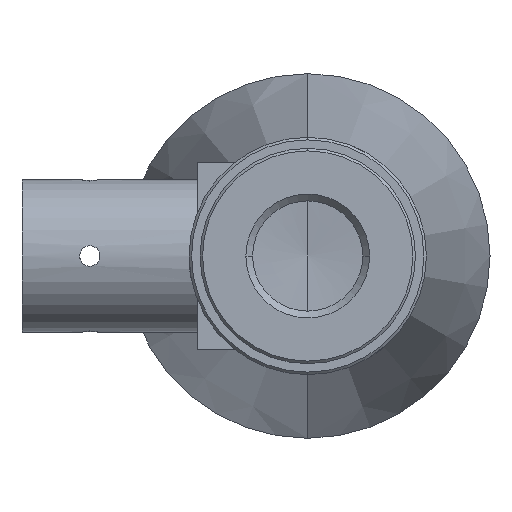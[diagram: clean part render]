
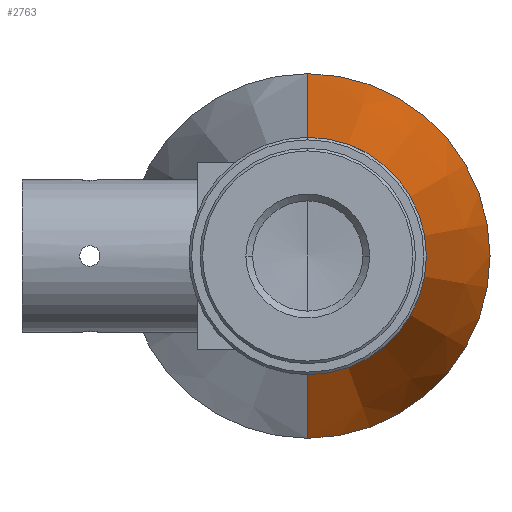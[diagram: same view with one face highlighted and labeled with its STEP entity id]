
A CAD part, left-side view. The second image highlights one B-rep face of the part: STEP entity #2763.
In plain terms, the highlighted conical face has half-angle 13 degrees and reference radius 11 mm.
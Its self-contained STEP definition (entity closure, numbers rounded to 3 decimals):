
#300 = DIRECTION ( 'NONE',  ( 1., 0., 0. ) ) ;
#358 = VERTEX_POINT ( 'NONE', #759 ) ;
#657 = CARTESIAN_POINT ( 'NONE',  ( 9.81, 0., -11. ) ) ;
#672 = VERTEX_POINT ( 'NONE', #2855 ) ;
#703 = CARTESIAN_POINT ( 'NONE',  ( 9.81, 0., -11. ) ) ;
#759 = CARTESIAN_POINT ( 'NONE',  ( 55.29, 0., 21.5 ) ) ;
#895 = CIRCLE ( 'NONE', #3271, 21.5 ) ;
#900 = DIRECTION ( 'NONE',  ( 1., 0., 0. ) ) ;
#967 = DIRECTION ( 'NONE',  ( 0., 0., -1. ) ) ;
#1142 = EDGE_LOOP ( 'NONE', ( #3540, #2980, #2370, #2644 ) ) ;
#1335 = EDGE_CURVE ( 'NONE', #358, #1993, #895, .T. ) ;
#1431 = CARTESIAN_POINT ( 'NONE',  ( 9.81, 0., 11. ) ) ;
#1679 = CIRCLE ( 'NONE', #2925, 11. ) ;
#1731 = LINE ( 'NONE', #657, #3307 ) ;
#1809 = DIRECTION ( 'NONE',  ( 1., 0., 0. ) ) ;
#1823 = DIRECTION ( 'NONE',  ( 0., -1., 0. ) ) ;
#1993 = VERTEX_POINT ( 'NONE', #2850 ) ;
#2237 = LINE ( 'NONE', #1431, #2676 ) ;
#2370 = ORIENTED_EDGE ( 'NONE', *, *, #2558, .T. ) ;
#2375 = VERTEX_POINT ( 'NONE', #703 ) ;
#2408 = DIRECTION ( 'NONE',  ( 0.974, 0., 0.225 ) ) ;
#2558 = EDGE_CURVE ( 'NONE', #2375, #1993, #1731, .T. ) ;
#2644 = ORIENTED_EDGE ( 'NONE', *, *, #1335, .F. ) ;
#2676 = VECTOR ( 'NONE', #2408, 1000. ) ;
#2763 = ADVANCED_FACE ( 'NONE', ( #3113 ), #3260, .T. ) ;
#2850 = CARTESIAN_POINT ( 'NONE',  ( 55.29, 0., -21.5 ) ) ;
#2855 = CARTESIAN_POINT ( 'NONE',  ( 9.81, 0., 11. ) ) ;
#2925 = AXIS2_PLACEMENT_3D ( 'NONE', #3694, #1809, #1823 ) ;
#2980 = ORIENTED_EDGE ( 'NONE', *, *, #3612, .T. ) ;
#3063 = AXIS2_PLACEMENT_3D ( 'NONE', #4098, #300, #967 ) ;
#3113 = FACE_OUTER_BOUND ( 'NONE', #1142, .T. ) ;
#3260 = CONICAL_SURFACE ( 'NONE', #3063, 11., 0.227 ) ;
#3271 = AXIS2_PLACEMENT_3D ( 'NONE', #3776, #900, #4052 ) ;
#3307 = VECTOR ( 'NONE', #3490, 1000. ) ;
#3400 = EDGE_CURVE ( 'NONE', #672, #358, #2237, .T. ) ;
#3490 = DIRECTION ( 'NONE',  ( 0.974, 0., -0.225 ) ) ;
#3540 = ORIENTED_EDGE ( 'NONE', *, *, #3400, .F. ) ;
#3612 = EDGE_CURVE ( 'NONE', #672, #2375, #1679, .T. ) ;
#3694 = CARTESIAN_POINT ( 'NONE',  ( 9.81, 0., 0. ) ) ;
#3776 = CARTESIAN_POINT ( 'NONE',  ( 55.29, 0., 0. ) ) ;
#4052 = DIRECTION ( 'NONE',  ( 0., 1., 0. ) ) ;
#4098 = CARTESIAN_POINT ( 'NONE',  ( 9.81, 0., 0. ) ) ;
